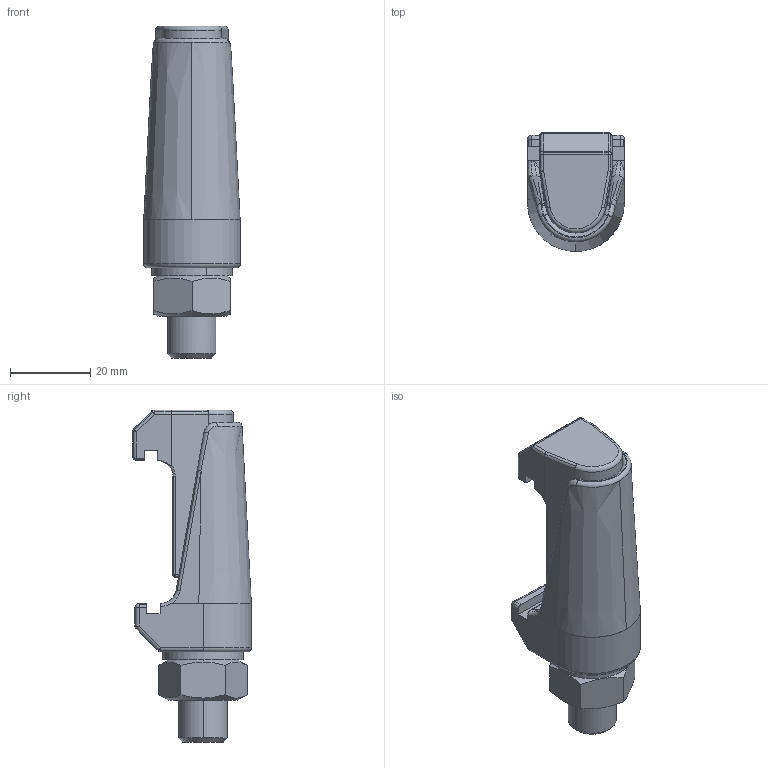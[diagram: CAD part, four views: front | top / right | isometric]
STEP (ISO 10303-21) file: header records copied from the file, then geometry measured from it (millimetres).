
FILE_DESCRIPTION(('FreeCAD Model'),'2;1');
FILE_NAME('ISO320_630DCSS.step','2025-06-12T14:06:55', ('Author'),(''),'Open CASCADE STEP processor 7.3','FreeCAD','Unknown' );
FILE_SCHEMA(('AUTOMOTIVE_DESIGN { 1 0 10303 214 1 1 1 1 }'));
Length unit declared in the file: millimetre
Products named in the file (1): ISO320/630DCSS
Bounding box: 24.01 x 29.5 x 82.5 mm (x, y, z)
Volume: 28280.2 mm3; surface area: 9158.5 mm2
Topology: 1 solids, 1 shells, 173 faces, 430 edges, 252 vertices
Faces by surface type: cylinder 74, plane 41, bspline 20, cone 14, sphere 14, torus 10
Entity records: 27955 total; most frequent: CARTESIAN_POINT 20088, DIRECTION 1331, ORIENTED_EDGE 836, PCURVE 836, DEFINITIONAL_REPRESENTATION 836, LINE 676, VECTOR 676, EDGE_CURVE 418
